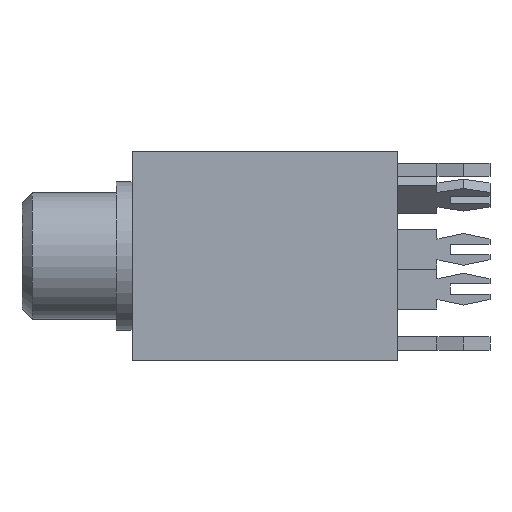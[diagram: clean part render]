
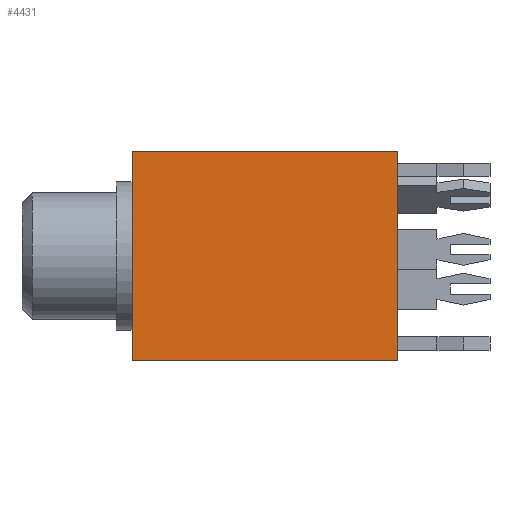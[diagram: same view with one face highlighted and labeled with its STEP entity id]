
A CAD part, left-side view. The second image highlights one B-rep face of the part: STEP entity #4431.
In plain terms, the highlighted planar face has unit normal (-1, 0, 0).
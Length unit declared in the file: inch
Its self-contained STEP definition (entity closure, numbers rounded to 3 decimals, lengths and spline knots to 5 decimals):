
#8 = CARTESIAN_POINT ( 'NONE',  ( -0.31102, -0.7874, 0.31102 ) ) ;
#57 = CARTESIAN_POINT ( 'NONE',  ( -0.31102, -0.7874, 0.31102 ) ) ;
#350 = LINE ( 'NONE', #2643, #1164 ) ;
#357 = DIRECTION ( 'NONE',  ( 0., 0., 1. ) ) ;
#411 = AXIS2_PLACEMENT_3D ( 'NONE', #1175, #3653, #1518 ) ;
#506 = EDGE_LOOP ( 'NONE', ( #1101, #3283, #677, #3720 ) ) ;
#677 = ORIENTED_EDGE ( 'NONE', *, *, #2561, .T. ) ;
#758 = DIRECTION ( 'NONE',  ( 0., 1., 0. ) ) ;
#929 = VERTEX_POINT ( 'NONE', #57 ) ;
#983 = EDGE_CURVE ( 'NONE', #1471, #1018, #3522, .T. ) ;
#1018 = VERTEX_POINT ( 'NONE', #3333 ) ;
#1101 = ORIENTED_EDGE ( 'NONE', *, *, #4469, .F. ) ;
#1164 = VECTOR ( 'NONE', #1242, 39.37008 ) ;
#1175 = CARTESIAN_POINT ( 'NONE',  ( -0.31102, -0.7874, 0.31102 ) ) ;
#1242 = DIRECTION ( 'NONE',  ( 0., 1., 0. ) ) ;
#1435 = VECTOR ( 'NONE', #357, 39.37008 ) ;
#1471 = VERTEX_POINT ( 'NONE', #2483 ) ;
#1518 = DIRECTION ( 'NONE',  ( 0., 0., 1. ) ) ;
#1727 = VECTOR ( 'NONE', #3680, 39.37008 ) ;
#2120 = FACE_OUTER_BOUND ( 'NONE', #506, .T. ) ;
#2234 = VERTEX_POINT ( 'NONE', #2699 ) ;
#2483 = CARTESIAN_POINT ( 'NONE',  ( -0.31102, -0.7874, -0.31102 ) ) ;
#2561 = EDGE_CURVE ( 'NONE', #1471, #929, #3424, .T. ) ;
#2643 = CARTESIAN_POINT ( 'NONE',  ( -0.31102, -0.7874, 0.31102 ) ) ;
#2699 = CARTESIAN_POINT ( 'NONE',  ( -0.31102, 0., 0.31102 ) ) ;
#3283 = ORIENTED_EDGE ( 'NONE', *, *, #983, .F. ) ;
#3327 = CARTESIAN_POINT ( 'NONE',  ( -0.31102, 0., 0.31102 ) ) ;
#3333 = CARTESIAN_POINT ( 'NONE',  ( -0.31102, 0., -0.31102 ) ) ;
#3405 = VECTOR ( 'NONE', #758, 39.37008 ) ;
#3424 = LINE ( 'NONE', #8, #1435 ) ;
#3522 = LINE ( 'NONE', #3622, #3405 ) ;
#3622 = CARTESIAN_POINT ( 'NONE',  ( -0.31102, -0.7874, -0.31102 ) ) ;
#3653 = DIRECTION ( 'NONE',  ( -1., 0., 0. ) ) ;
#3680 = DIRECTION ( 'NONE',  ( 0., 0., 1. ) ) ;
#3720 = ORIENTED_EDGE ( 'NONE', *, *, #3829, .T. ) ;
#3829 = EDGE_CURVE ( 'NONE', #929, #2234, #350, .T. ) ;
#4330 = PLANE ( 'NONE',  #411 ) ;
#4431 = ADVANCED_FACE ( 'NONE', ( #2120 ), #4330, .T. ) ;
#4462 = LINE ( 'NONE', #3327, #1727 ) ;
#4469 = EDGE_CURVE ( 'NONE', #1018, #2234, #4462, .T. ) ;
